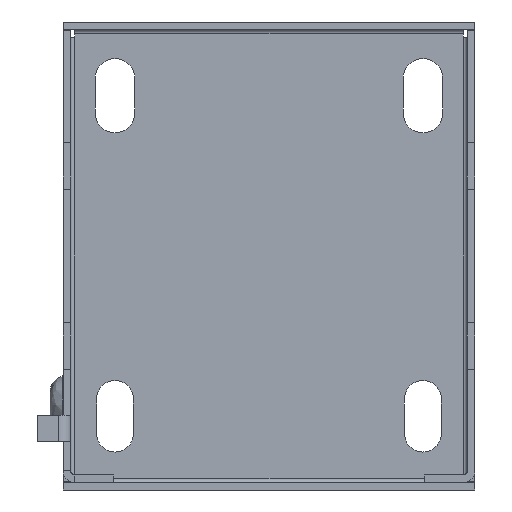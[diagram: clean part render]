
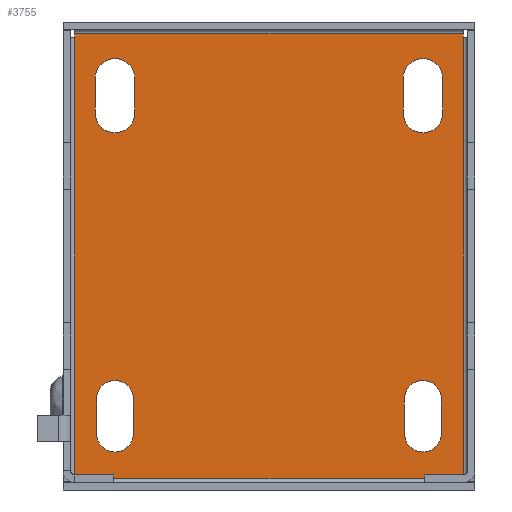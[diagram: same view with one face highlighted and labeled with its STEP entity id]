
A CAD part, left-side view. The second image highlights one B-rep face of the part: STEP entity #3755.
In plain terms, the highlighted planar face has unit normal (-1, 0, 0).
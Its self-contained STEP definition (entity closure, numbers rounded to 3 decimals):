
#1037=DIRECTION('',(0.,0.,1.));
#1038=VECTOR('',#1037,160.02);
#1039=CARTESIAN_POINT('',(69.342,71.184,-80.01));
#1040=LINE('',#1039,#1038);
#1044=DIRECTION('',(0.,0.,1.));
#1045=VECTOR('',#1044,1.438);
#1046=CARTESIAN_POINT('',(69.342,-71.184,80.01));
#1047=LINE('',#1046,#1045);
#1051=DIRECTION('',(0.,0.,-1.));
#1052=VECTOR('',#1051,12.74);
#1053=CARTESIAN_POINT('',(69.342,49.161,65.091));
#1054=LINE('',#1053,#1052);
#1058=DIRECTION('',(0.,0.,1.));
#1059=VECTOR('',#1058,12.74);
#1060=CARTESIAN_POINT('',(69.342,63.661,52.351));
#1061=LINE('',#1060,#1059);
#1065=DIRECTION('',(0.,0.,-1.));
#1066=VECTOR('',#1065,12.738);
#1067=CARTESIAN_POINT('',(69.342,49.661,-52.349));
#1068=LINE('',#1067,#1066);
#1072=DIRECTION('',(0.,0.,1.));
#1073=VECTOR('',#1072,12.738);
#1074=CARTESIAN_POINT('',(69.342,63.161,-65.087));
#1075=LINE('',#1074,#1073);
#1079=DIRECTION('',(0.,0.,-1.));
#1080=VECTOR('',#1079,12.74);
#1081=CARTESIAN_POINT('',(69.342,-63.639,65.091));
#1082=LINE('',#1081,#1080);
#1086=DIRECTION('',(0.,0.,1.));
#1087=VECTOR('',#1086,12.74);
#1088=CARTESIAN_POINT('',(69.342,-49.139,52.351));
#1089=LINE('',#1088,#1087);
#1093=DIRECTION('',(0.,0.,-1.));
#1094=VECTOR('',#1093,12.738);
#1095=CARTESIAN_POINT('',(69.342,-63.139,-52.349));
#1096=LINE('',#1095,#1094);
#1100=DIRECTION('',(0.,0.,1.));
#1101=VECTOR('',#1100,12.738);
#1102=CARTESIAN_POINT('',(69.342,-49.639,-65.087));
#1103=LINE('',#1102,#1101);
#1114=DIRECTION('',(0.,0.,1.));
#1115=VECTOR('',#1114,1.438);
#1116=CARTESIAN_POINT('',(69.342,71.184,-81.448));
#1117=LINE('',#1116,#1115);
#1235=DIRECTION('',(0.,1.,0.));
#1236=VECTOR('',#1235,142.367);
#1237=CARTESIAN_POINT('',(69.342,-71.184,-81.448));
#1238=LINE('',#1237,#1236);
#1272=DIRECTION('',(0.,0.,-1.));
#1273=VECTOR('',#1272,1.438);
#1274=CARTESIAN_POINT('',(69.342,-71.184,-80.01));
#1275=LINE('',#1274,#1273);
#1796=DIRECTION('',(0.,0.,-1.));
#1797=VECTOR('',#1796,160.02);
#1798=CARTESIAN_POINT('',(69.342,-71.184,80.01));
#1799=LINE('',#1798,#1797);
#1982=DIRECTION('',(0.,-1.,0.));
#1983=VECTOR('',#1982,142.367);
#1984=CARTESIAN_POINT('',(69.342,71.184,81.448));
#1985=LINE('',#1984,#1983);
#2019=DIRECTION('',(0.,0.,1.));
#2020=VECTOR('',#2019,1.438);
#2021=CARTESIAN_POINT('',(69.342,71.184,80.01));
#2022=LINE('',#2021,#2020);
#2167=CARTESIAN_POINT('',(69.342,56.411,65.091));
#2168=DIRECTION('',(1.,0.,0.));
#2169=DIRECTION('',(0.,1.,0.));
#2170=AXIS2_PLACEMENT_3D('',#2167,#2168,#2169);
#2182=CARTESIAN_POINT('',(69.342,56.411,52.351));
#2183=DIRECTION('',(1.,0.,0.));
#2184=DIRECTION('',(0.,-1.,0.));
#2185=AXIS2_PLACEMENT_3D('',#2182,#2183,#2184);
#2227=CARTESIAN_POINT('',(69.342,56.411,-52.349));
#2228=DIRECTION('',(1.,0.,0.));
#2229=DIRECTION('',(0.,1.,0.));
#2230=AXIS2_PLACEMENT_3D('',#2227,#2228,#2229);
#2242=CARTESIAN_POINT('',(69.342,56.411,-65.087));
#2243=DIRECTION('',(1.,0.,0.));
#2244=DIRECTION('',(0.,-1.,0.));
#2245=AXIS2_PLACEMENT_3D('',#2242,#2243,#2244);
#2287=CARTESIAN_POINT('',(69.342,-56.389,65.091));
#2288=DIRECTION('',(1.,0.,0.));
#2289=DIRECTION('',(0.,1.,0.));
#2290=AXIS2_PLACEMENT_3D('',#2287,#2288,#2289);
#2302=CARTESIAN_POINT('',(69.342,-56.389,52.351));
#2303=DIRECTION('',(1.,0.,0.));
#2304=DIRECTION('',(0.,-1.,0.));
#2305=AXIS2_PLACEMENT_3D('',#2302,#2303,#2304);
#2347=CARTESIAN_POINT('',(69.342,-56.389,-52.349));
#2348=DIRECTION('',(1.,0.,0.));
#2349=DIRECTION('',(0.,1.,0.));
#2350=AXIS2_PLACEMENT_3D('',#2347,#2348,#2349);
#2362=CARTESIAN_POINT('',(69.342,-56.389,-65.087));
#2363=DIRECTION('',(1.,0.,0.));
#2364=DIRECTION('',(0.,-1.,0.));
#2365=AXIS2_PLACEMENT_3D('',#2362,#2363,#2364);
#2493=CARTESIAN_POINT('',(69.342,71.184,81.448));
#2494=VERTEX_POINT('',#2493);
#2521=CARTESIAN_POINT('',(69.342,-71.184,80.01));
#2523=VERTEX_POINT('',#2521);
#2527=CARTESIAN_POINT('',(69.342,71.184,80.01));
#2528=VERTEX_POINT('',#2527);
#2569=CARTESIAN_POINT('',(69.342,-71.184,81.448));
#2570=VERTEX_POINT('',#2569);
#2579=CARTESIAN_POINT('',(69.342,-71.184,-81.448));
#2580=CARTESIAN_POINT('',(69.342,71.184,-81.448));
#2581=VERTEX_POINT('',#2579);
#2582=VERTEX_POINT('',#2580);
#2593=CARTESIAN_POINT('',(69.342,-71.184,-80.01));
#2594=VERTEX_POINT('',#2593);
#2601=CARTESIAN_POINT('',(69.342,71.184,-80.01));
#2602=VERTEX_POINT('',#2601);
#2695=CARTESIAN_POINT('',(69.342,49.161,65.091));
#2696=CARTESIAN_POINT('',(69.342,49.161,52.351));
#2697=VERTEX_POINT('',#2695);
#2698=VERTEX_POINT('',#2696);
#2699=CARTESIAN_POINT('',(69.342,63.661,52.351));
#2700=CARTESIAN_POINT('',(69.342,63.661,65.091));
#2701=VERTEX_POINT('',#2699);
#2702=VERTEX_POINT('',#2700);
#2703=CARTESIAN_POINT('',(69.342,49.661,-52.349));
#2704=CARTESIAN_POINT('',(69.342,49.661,-65.087));
#2705=VERTEX_POINT('',#2703);
#2706=VERTEX_POINT('',#2704);
#2707=CARTESIAN_POINT('',(69.342,63.161,-65.087));
#2708=CARTESIAN_POINT('',(69.342,63.161,-52.349));
#2709=VERTEX_POINT('',#2707);
#2710=VERTEX_POINT('',#2708);
#2727=CARTESIAN_POINT('',(69.342,-63.639,65.091));
#2728=CARTESIAN_POINT('',(69.342,-63.639,52.351));
#2729=VERTEX_POINT('',#2727);
#2730=VERTEX_POINT('',#2728);
#2731=CARTESIAN_POINT('',(69.342,-49.139,52.351));
#2732=CARTESIAN_POINT('',(69.342,-49.139,65.091));
#2733=VERTEX_POINT('',#2731);
#2734=VERTEX_POINT('',#2732);
#2735=CARTESIAN_POINT('',(69.342,-63.139,-52.349));
#2736=CARTESIAN_POINT('',(69.342,-63.139,-65.087));
#2737=VERTEX_POINT('',#2735);
#2738=VERTEX_POINT('',#2736);
#2739=CARTESIAN_POINT('',(69.342,-49.639,-65.087));
#2740=CARTESIAN_POINT('',(69.342,-49.639,-52.349));
#2741=VERTEX_POINT('',#2739);
#2742=VERTEX_POINT('',#2740);
#3693=CARTESIAN_POINT('',(69.342,72.708,85.725));
#3694=DIRECTION('',(-1.,0.,0.));
#3695=DIRECTION('',(0.,0.,1.));
#3696=AXIS2_PLACEMENT_3D('',#3693,#3694,#3695);
#3697=PLANE('',#3696);
#3699=ORIENTED_EDGE('',*,*,#3698,.T.);
#3700=ORIENTED_EDGE('',*,*,#3687,.T.);
#3702=ORIENTED_EDGE('',*,*,#3701,.T.);
#3704=ORIENTED_EDGE('',*,*,#3703,.T.);
#3706=ORIENTED_EDGE('',*,*,#3705,.F.);
#3708=ORIENTED_EDGE('',*,*,#3707,.T.);
#3710=ORIENTED_EDGE('',*,*,#3709,.T.);
#3712=ORIENTED_EDGE('',*,*,#3711,.T.);
#3713=EDGE_LOOP('',(#3699,#3700,#3702,#3704,#3706,#3708,#3710,#3712));
#3714=FACE_OUTER_BOUND('',#3713,.F.);
#3716=ORIENTED_EDGE('',*,*,#3715,.F.);
#3718=ORIENTED_EDGE('',*,*,#3717,.F.);
#3720=ORIENTED_EDGE('',*,*,#3719,.F.);
#3722=ORIENTED_EDGE('',*,*,#3721,.F.);
#3723=EDGE_LOOP('',(#3716,#3718,#3720,#3722));
#3724=FACE_BOUND('',#3723,.F.);
#3726=ORIENTED_EDGE('',*,*,#3725,.F.);
#3728=ORIENTED_EDGE('',*,*,#3727,.F.);
#3730=ORIENTED_EDGE('',*,*,#3729,.F.);
#3732=ORIENTED_EDGE('',*,*,#3731,.F.);
#3733=EDGE_LOOP('',(#3726,#3728,#3730,#3732));
#3734=FACE_BOUND('',#3733,.F.);
#3736=ORIENTED_EDGE('',*,*,#3735,.F.);
#3738=ORIENTED_EDGE('',*,*,#3737,.F.);
#3740=ORIENTED_EDGE('',*,*,#3739,.F.);
#3742=ORIENTED_EDGE('',*,*,#3741,.F.);
#3743=EDGE_LOOP('',(#3736,#3738,#3740,#3742));
#3744=FACE_BOUND('',#3743,.F.);
#3746=ORIENTED_EDGE('',*,*,#3745,.F.);
#3748=ORIENTED_EDGE('',*,*,#3747,.F.);
#3750=ORIENTED_EDGE('',*,*,#3749,.F.);
#3752=ORIENTED_EDGE('',*,*,#3751,.F.);
#3753=EDGE_LOOP('',(#3746,#3748,#3750,#3752));
#3754=FACE_BOUND('',#3753,.F.);
#2171=CIRCLE('',#2170,7.25);
#2186=CIRCLE('',#2185,7.25);
#2231=CIRCLE('',#2230,6.75);
#2246=CIRCLE('',#2245,6.75);
#2291=CIRCLE('',#2290,7.25);
#2306=CIRCLE('',#2305,7.25);
#2351=CIRCLE('',#2350,6.75);
#2366=CIRCLE('',#2365,6.75);
#3687=EDGE_CURVE('',#2602,#2528,#1040,.T.);
#3698=EDGE_CURVE('',#2582,#2602,#1117,.T.);
#3701=EDGE_CURVE('',#2528,#2494,#2022,.T.);
#3703=EDGE_CURVE('',#2494,#2570,#1985,.T.);
#3705=EDGE_CURVE('',#2523,#2570,#1047,.T.);
#3707=EDGE_CURVE('',#2523,#2594,#1799,.T.);
#3709=EDGE_CURVE('',#2594,#2581,#1275,.T.);
#3711=EDGE_CURVE('',#2581,#2582,#1238,.T.);
#3715=EDGE_CURVE('',#2697,#2698,#1054,.T.);
#3717=EDGE_CURVE('',#2702,#2697,#2171,.T.);
#3719=EDGE_CURVE('',#2701,#2702,#1061,.T.);
#3721=EDGE_CURVE('',#2698,#2701,#2186,.T.);
#3725=EDGE_CURVE('',#2705,#2706,#1068,.T.);
#3727=EDGE_CURVE('',#2710,#2705,#2231,.T.);
#3729=EDGE_CURVE('',#2709,#2710,#1075,.T.);
#3731=EDGE_CURVE('',#2706,#2709,#2246,.T.);
#3735=EDGE_CURVE('',#2729,#2730,#1082,.T.);
#3737=EDGE_CURVE('',#2734,#2729,#2291,.T.);
#3739=EDGE_CURVE('',#2733,#2734,#1089,.T.);
#3741=EDGE_CURVE('',#2730,#2733,#2306,.T.);
#3745=EDGE_CURVE('',#2737,#2738,#1096,.T.);
#3747=EDGE_CURVE('',#2742,#2737,#2351,.T.);
#3749=EDGE_CURVE('',#2741,#2742,#1103,.T.);
#3751=EDGE_CURVE('',#2738,#2741,#2366,.T.);
#3755=ADVANCED_FACE('',(#3714,#3724,#3734,#3744,#3754),#3697,.T.);
